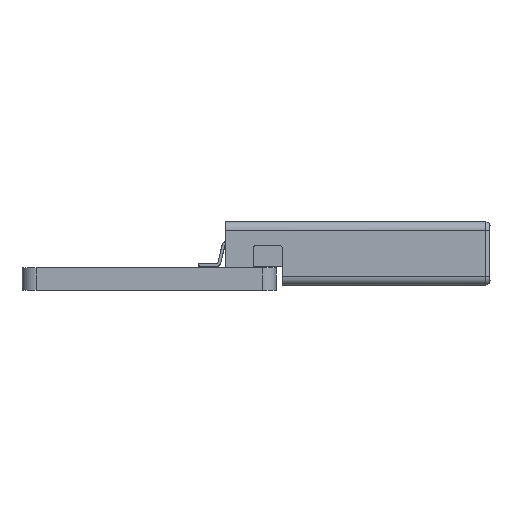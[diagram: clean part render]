
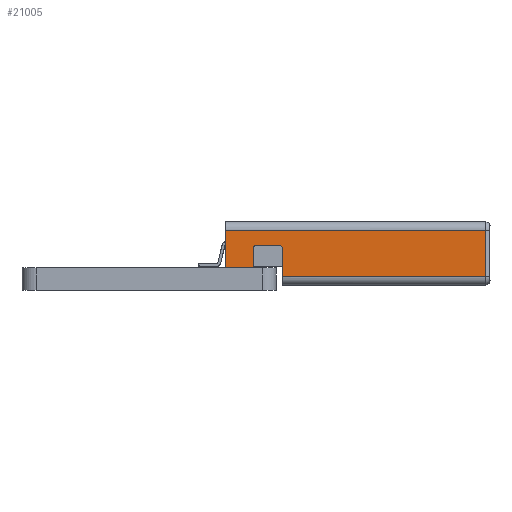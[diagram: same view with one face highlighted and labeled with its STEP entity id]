
A CAD part, front view. The second image highlights one B-rep face of the part: STEP entity #21005.
In plain terms, the highlighted face is planar.
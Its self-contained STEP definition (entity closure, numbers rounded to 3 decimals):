
#21005 = ADVANCED_FACE('',(#21006),#21068,.T.);
#21006 = FACE_BOUND('',#21007,.T.);
#21007 = EDGE_LOOP('',(#21008));
#21008 = ORIENTED_EDGE('',*,*,#21009,.T.);
#21009 = EDGE_CURVE('',#21010,#21010,#21012,.T.);
#21010 = VERTEX_POINT('',#21011);
#21011 = CARTESIAN_POINT('',(6.124,9.36,
    -2.075));
#21012 = SURFACE_CURVE('',#21013,(#21067),.PCURVE_S1.);
#21013 = B_SPLINE_CURVE_WITH_KNOTS('',3,(#21014,#21015,#21016,#21017,
    #21018,#21019,#21020,#21021,#21022,#21023,#21024,#21025,#21026,
    #21027,#21028,#21029,#21030,#21031,#21032,#21033,#21034,#21035,
    #21036,#21037,#21038,#21039,#21040,#21041,#21042,#21043,#21044,
    #21045,#21046,#21047,#21048,#21049,#21050,#21051,#21052,#21053,
    #21054,#21055,#21056,#21057,#21058,#21059,#21060,#21061,#21062,
    #21063,#21064,#21065,#21066),.UNSPECIFIED.,.T.,.F.,(1,3,3,3,3,1,1,1,
    1,3,3,1,1,1,1,3,3,1,1,1,1,3,3,1,1,1,1,3,3,3,1),(-1.,0.,1.,2.,3.
    ,3.2,3.4,3.6,3.8,4.,5.,5.2,5.4,5.6,5.8,6.,7.,7.2,7.4,7.6,7.8,8.,9.,
    9.2,9.4,9.6,9.8,10.,11.,12.,13.),.UNSPECIFIED.);
#21014 = CARTESIAN_POINT('',(6.124,9.36,
    -2.075));
#21015 = CARTESIAN_POINT('',(6.124,9.36,
    -0.975));
#21016 = CARTESIAN_POINT('',(6.124,9.36,
    0.125));
#21017 = CARTESIAN_POINT('',(6.124,9.36,
    1.225));
#21018 = CARTESIAN_POINT('',(6.124,3.21,1.225
    ));
#21019 = CARTESIAN_POINT('',(6.124,-2.94,
    1.225));
#21020 = CARTESIAN_POINT('',(6.124,-9.09,
    1.225));
#21021 = CARTESIAN_POINT('',(6.124,-9.09,
    -0.008));
#21022 = CARTESIAN_POINT('',(6.124,-9.09,
    -1.242));
#21023 = CARTESIAN_POINT('',(6.124,-9.09,
    -2.475));
#21024 = CARTESIAN_POINT('',(6.124,-9.09,
    -2.496));
#21025 = CARTESIAN_POINT('',(6.124,-9.083,
    -2.536));
#21026 = CARTESIAN_POINT('',(6.124,-9.054,
    -2.594));
#21027 = CARTESIAN_POINT('',(6.124,-9.009,
    -2.64));
#21028 = CARTESIAN_POINT('',(6.124,-8.951,
    -2.669));
#21029 = CARTESIAN_POINT('',(6.124,-8.911,
    -2.675));
#21030 = CARTESIAN_POINT('',(6.124,-8.89,
    -2.675));
#21031 = CARTESIAN_POINT('',(6.124,-8.356,
    -2.675));
#21032 = CARTESIAN_POINT('',(6.124,-7.823,
    -2.675));
#21033 = CARTESIAN_POINT('',(6.124,-7.29,
    -2.675));
#21034 = CARTESIAN_POINT('',(6.124,-7.268,
    -2.675));
#21035 = CARTESIAN_POINT('',(6.124,-7.228,
    -2.669));
#21036 = CARTESIAN_POINT('',(6.124,-7.17,
    -2.64));
#21037 = CARTESIAN_POINT('',(6.124,-7.125,
    -2.595));
#21038 = CARTESIAN_POINT('',(6.124,-7.096,
    -2.536));
#21039 = CARTESIAN_POINT('',(6.124,-7.09,-2.496
    ));
#21040 = CARTESIAN_POINT('',(6.124,-7.09,
    -2.475));
#21041 = CARTESIAN_POINT('',(6.124,-7.09,
    -1.675));
#21042 = CARTESIAN_POINT('',(6.124,-7.09,
    -0.875));
#21043 = CARTESIAN_POINT('',(6.124,-7.09,
    -0.075));
#21044 = CARTESIAN_POINT('',(6.124,-7.09,
    -0.054));
#21045 = CARTESIAN_POINT('',(6.124,-7.083,
    -0.014));
#21046 = CARTESIAN_POINT('',(6.124,-7.054,
    0.044));
#21047 = CARTESIAN_POINT('',(6.124,-7.009,
    0.09));
#21048 = CARTESIAN_POINT('',(6.124,-6.951,
    0.119));
#21049 = CARTESIAN_POINT('',(6.124,-6.911,
    0.125));
#21050 = CARTESIAN_POINT('',(6.124,-6.89,
    0.125));
#21051 = CARTESIAN_POINT('',(6.124,-6.34,
    0.125));
#21052 = CARTESIAN_POINT('',(6.124,-5.79,
    0.125));
#21053 = CARTESIAN_POINT('',(6.124,-5.24,
    0.125));
#21054 = CARTESIAN_POINT('',(6.124,-5.218,
    0.125));
#21055 = CARTESIAN_POINT('',(6.124,-5.178,
    0.119));
#21056 = CARTESIAN_POINT('',(6.124,-5.12,
    0.09));
#21057 = CARTESIAN_POINT('',(6.124,-5.075,
    0.045));
#21058 = CARTESIAN_POINT('',(6.124,-5.046,
    -0.014));
#21059 = CARTESIAN_POINT('',(6.124,-5.04,
    -0.054));
#21060 = CARTESIAN_POINT('',(6.124,-5.04,
    -0.075));
#21061 = CARTESIAN_POINT('',(6.124,-5.04,
    -0.742));
#21062 = CARTESIAN_POINT('',(6.124,-5.04,
    -1.408));
#21063 = CARTESIAN_POINT('',(6.124,-5.04,
    -2.075));
#21064 = CARTESIAN_POINT('',(6.124,-0.24,
    -2.075));
#21065 = CARTESIAN_POINT('',(6.124,4.56,
    -2.075));
#21066 = CARTESIAN_POINT('',(6.124,9.36,
    -2.075));
#21067 = PCURVE('',#21068,#21073);
#21068 = PLANE('',#21069);
#21069 = AXIS2_PLACEMENT_3D('',#21070,#21071,#21072);
#21070 = CARTESIAN_POINT('',(6.124,-9.459,
    -2.753));
#21071 = DIRECTION('',(1.,0.,0.));
#21072 = DIRECTION('',(0.,0.,1.));
#21073 = DEFINITIONAL_REPRESENTATION('',(#21074),#21128);
#21074 = B_SPLINE_CURVE_WITH_KNOTS('',3,(#21075,#21076,#21077,#21078,
    #21079,#21080,#21081,#21082,#21083,#21084,#21085,#21086,#21087,
    #21088,#21089,#21090,#21091,#21092,#21093,#21094,#21095,#21096,
    #21097,#21098,#21099,#21100,#21101,#21102,#21103,#21104,#21105,
    #21106,#21107,#21108,#21109,#21110,#21111,#21112,#21113,#21114,
    #21115,#21116,#21117,#21118,#21119,#21120,#21121,#21122,#21123,
    #21124,#21125,#21126,#21127),.UNSPECIFIED.,.T.,.F.,(1,3,3,3,3,1,1,1,
    1,3,3,1,1,1,1,3,3,1,1,1,1,3,3,1,1,1,1,3,3,3,1),(-1.,0.,1.,2.,3.
    ,3.2,3.4,3.6,3.8,4.,5.,5.2,5.4,5.6,5.8,6.,7.,7.2,7.4,7.6,7.8,8.,9.,
    9.2,9.4,9.6,9.8,10.,11.,12.,13.),.UNSPECIFIED.);
#21075 = CARTESIAN_POINT('',(0.678,-18.819));
#21076 = CARTESIAN_POINT('',(1.778,-18.819));
#21077 = CARTESIAN_POINT('',(2.878,-18.819));
#21078 = CARTESIAN_POINT('',(3.978,-18.819));
#21079 = CARTESIAN_POINT('',(3.978,-12.669));
#21080 = CARTESIAN_POINT('',(3.978,-6.519));
#21081 = CARTESIAN_POINT('',(3.978,-0.369));
#21082 = CARTESIAN_POINT('',(2.745,-0.369));
#21083 = CARTESIAN_POINT('',(1.511,-0.369));
#21084 = CARTESIAN_POINT('',(0.278,-0.369));
#21085 = CARTESIAN_POINT('',(0.257,-0.369));
#21086 = CARTESIAN_POINT('',(0.217,-0.375));
#21087 = CARTESIAN_POINT('',(0.159,-0.404));
#21088 = CARTESIAN_POINT('',(0.113,-0.449));
#21089 = CARTESIAN_POINT('',(0.084,-0.508));
#21090 = CARTESIAN_POINT('',(0.078,-0.548));
#21091 = CARTESIAN_POINT('',(0.078,-0.569));
#21092 = CARTESIAN_POINT('',(0.078,-1.102));
#21093 = CARTESIAN_POINT('',(0.078,-1.636));
#21094 = CARTESIAN_POINT('',(0.078,-2.169));
#21095 = CARTESIAN_POINT('',(0.078,-2.19));
#21096 = CARTESIAN_POINT('',(0.084,-2.23));
#21097 = CARTESIAN_POINT('',(0.113,-2.288));
#21098 = CARTESIAN_POINT('',(0.158,-2.334));
#21099 = CARTESIAN_POINT('',(0.217,-2.363));
#21100 = CARTESIAN_POINT('',(0.257,-2.369));
#21101 = CARTESIAN_POINT('',(0.278,-2.369));
#21102 = CARTESIAN_POINT('',(1.078,-2.369));
#21103 = CARTESIAN_POINT('',(1.878,-2.369));
#21104 = CARTESIAN_POINT('',(2.678,-2.369));
#21105 = CARTESIAN_POINT('',(2.699,-2.369));
#21106 = CARTESIAN_POINT('',(2.739,-2.375));
#21107 = CARTESIAN_POINT('',(2.797,-2.404));
#21108 = CARTESIAN_POINT('',(2.843,-2.449));
#21109 = CARTESIAN_POINT('',(2.872,-2.508));
#21110 = CARTESIAN_POINT('',(2.878,-2.548));
#21111 = CARTESIAN_POINT('',(2.878,-2.569));
#21112 = CARTESIAN_POINT('',(2.878,-3.119));
#21113 = CARTESIAN_POINT('',(2.878,-3.669));
#21114 = CARTESIAN_POINT('',(2.878,-4.219));
#21115 = CARTESIAN_POINT('',(2.878,-4.24));
#21116 = CARTESIAN_POINT('',(2.872,-4.28));
#21117 = CARTESIAN_POINT('',(2.843,-4.338));
#21118 = CARTESIAN_POINT('',(2.798,-4.384));
#21119 = CARTESIAN_POINT('',(2.739,-4.413));
#21120 = CARTESIAN_POINT('',(2.699,-4.419));
#21121 = CARTESIAN_POINT('',(2.678,-4.419));
#21122 = CARTESIAN_POINT('',(2.011,-4.419));
#21123 = CARTESIAN_POINT('',(1.345,-4.419));
#21124 = CARTESIAN_POINT('',(0.678,-4.419));
#21125 = CARTESIAN_POINT('',(0.678,-9.219));
#21126 = CARTESIAN_POINT('',(0.678,-14.019));
#21127 = CARTESIAN_POINT('',(0.678,-18.819));
#21128 = ( GEOMETRIC_REPRESENTATION_CONTEXT(2) 
PARAMETRIC_REPRESENTATION_CONTEXT() REPRESENTATION_CONTEXT('2D SPACE',''
  ) );
